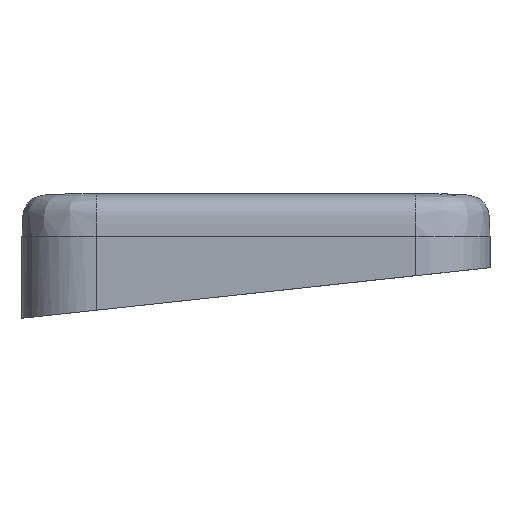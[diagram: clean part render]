
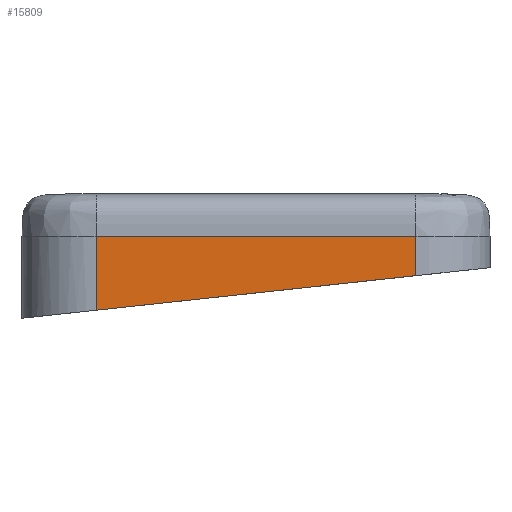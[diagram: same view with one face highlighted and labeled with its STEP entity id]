
A CAD part, left-side view. The second image highlights one B-rep face of the part: STEP entity #15809.
In plain terms, the highlighted planar face has unit normal (-1, 0, 0).
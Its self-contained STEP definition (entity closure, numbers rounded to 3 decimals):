
#836=PLANE('',#17553);
#1781=FACE_OUTER_BOUND('',#2846,.T.);
#2846=EDGE_LOOP('',(#14418,#14419,#14420,#14421));
#4151=LINE('',#28014,#5470);
#4161=LINE('',#28143,#5480);
#4162=LINE('',#28147,#5481);
#4163=LINE('',#28148,#5482);
#5470=VECTOR('',#22292,10.);
#5480=VECTOR('',#22318,10.);
#5481=VECTOR('',#22323,10.);
#5482=VECTOR('',#22324,10.);
#7218=VERTEX_POINT('',#25635);
#7740=VERTEX_POINT('',#28003);
#7747=VERTEX_POINT('',#28142);
#7748=VERTEX_POINT('',#28146);
#9966=EDGE_CURVE('',#7218,#7740,#4151,.T.);
#9980=EDGE_CURVE('',#7747,#7218,#4161,.T.);
#9982=EDGE_CURVE('',#7748,#7740,#4162,.T.);
#9983=EDGE_CURVE('',#7748,#7747,#4163,.T.);
#14418=ORIENTED_EDGE('',*,*,#9966,.T.);
#14419=ORIENTED_EDGE('',*,*,#9982,.F.);
#14420=ORIENTED_EDGE('',*,*,#9983,.T.);
#14421=ORIENTED_EDGE('',*,*,#9980,.T.);
#15809=ADVANCED_FACE('',(#1781),#836,.T.);
#17553=AXIS2_PLACEMENT_3D('',#28145,#22321,#22322);
#22292=DIRECTION('',(0.,1.,0.));
#22318=DIRECTION('',(0.,0.,1.));
#22321=DIRECTION('center_axis',(-1.,0.,0.));
#22322=DIRECTION('ref_axis',(0.,-1.,0.));
#22323=DIRECTION('',(0.,0.,1.));
#22324=DIRECTION('',(0.,-0.994,0.107));
#25635=CARTESIAN_POINT('',(-10.541,6.833,4.096));
#28003=CARTESIAN_POINT('',(-10.541,89.083,4.096));
#28014=CARTESIAN_POINT('',(-10.541,68.521,4.096));
#28142=CARTESIAN_POINT('',(-10.541,6.833,-6.058));
#28143=CARTESIAN_POINT('',(-10.541,6.833,0.));
#28145=CARTESIAN_POINT('Origin',(-10.541,89.083,0.));
#28146=CARTESIAN_POINT('',(-10.541,89.083,-14.942));
#28147=CARTESIAN_POINT('',(-10.541,89.083,0.));
#28148=CARTESIAN_POINT('',(-10.541,37.631,-9.385));
